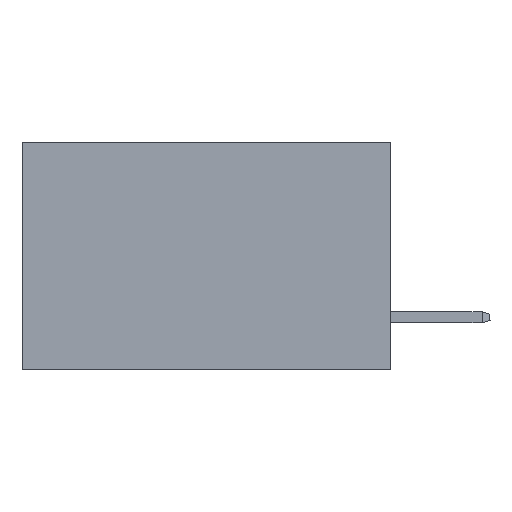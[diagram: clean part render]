
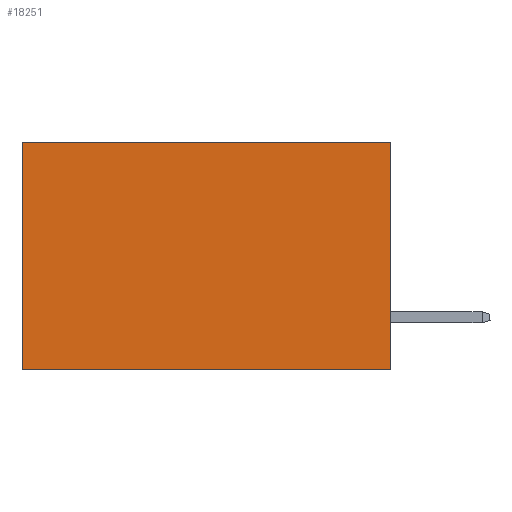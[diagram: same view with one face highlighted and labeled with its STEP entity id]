
A CAD part, left-side view. The second image highlights one B-rep face of the part: STEP entity #18251.
In plain terms, the highlighted planar face has unit normal (-1, 0, 0).
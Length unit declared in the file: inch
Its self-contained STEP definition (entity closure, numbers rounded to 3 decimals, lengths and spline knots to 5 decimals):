
#787 = DIRECTION ( 'NONE',  ( 0., 0., -1. ) ) ;
#1995 = EDGE_CURVE ( 'NONE', #5316, #20599, #13282, .T. ) ;
#2185 = PLANE ( 'NONE',  #10492 ) ;
#2823 = LINE ( 'NONE', #20171, #17786 ) ;
#3448 = ORIENTED_EDGE ( 'NONE', *, *, #7495, .F. ) ;
#3553 = LINE ( 'NONE', #17449, #7379 ) ;
#3906 = DIRECTION ( 'NONE',  ( 0., 1., 0. ) ) ;
#3991 = CARTESIAN_POINT ( 'NONE',  ( 0.2875, 0.6, 0. ) ) ;
#4085 = VECTOR ( 'NONE', #7262, 39.37008 ) ;
#4550 = ORIENTED_EDGE ( 'NONE', *, *, #1995, .T. ) ;
#4799 = CARTESIAN_POINT ( 'NONE',  ( 0.2875, 0., 0. ) ) ;
#5316 = VERTEX_POINT ( 'NONE', #4799 ) ;
#5694 = CARTESIAN_POINT ( 'NONE',  ( 0.2875, 0., 0. ) ) ;
#7127 = CARTESIAN_POINT ( 'NONE',  ( 0.2875, 0., 0. ) ) ;
#7262 = DIRECTION ( 'NONE',  ( 0., 0., -1. ) ) ;
#7379 = VECTOR ( 'NONE', #12594, 39.37008 ) ;
#7495 = EDGE_CURVE ( 'NONE', #5316, #20101, #3553, .T. ) ;
#8289 = CARTESIAN_POINT ( 'NONE',  ( 0.2875, 0.6, -0.37 ) ) ;
#8695 = ORIENTED_EDGE ( 'NONE', *, *, #13283, .T. ) ;
#10492 = AXIS2_PLACEMENT_3D ( 'NONE', #7127, #13456, #787 ) ;
#12093 = CARTESIAN_POINT ( 'NONE',  ( 0.2875, 0.6, 0. ) ) ;
#12274 = VECTOR ( 'NONE', #3906, 39.37008 ) ;
#12508 = EDGE_CURVE ( 'NONE', #20101, #17844, #2823, .T. ) ;
#12520 = CARTESIAN_POINT ( 'NONE',  ( 0.2875, 0., -0.37 ) ) ;
#12594 = DIRECTION ( 'NONE',  ( 0., 0., -1. ) ) ;
#13175 = LINE ( 'NONE', #3991, #4085 ) ;
#13282 = LINE ( 'NONE', #5694, #12274 ) ;
#13283 = EDGE_CURVE ( 'NONE', #20599, #17844, #13175, .T. ) ;
#13456 = DIRECTION ( 'NONE',  ( 1., 0., 0. ) ) ;
#13539 = EDGE_LOOP ( 'NONE', ( #8695, #18460, #3448, #4550 ) ) ;
#14229 = DIRECTION ( 'NONE',  ( 0., 1., 0. ) ) ;
#17449 = CARTESIAN_POINT ( 'NONE',  ( 0.2875, 0., 0. ) ) ;
#17786 = VECTOR ( 'NONE', #14229, 39.37008 ) ;
#17844 = VERTEX_POINT ( 'NONE', #8289 ) ;
#18251 = ADVANCED_FACE ( 'NONE', ( #19441 ), #2185, .F. ) ;
#18460 = ORIENTED_EDGE ( 'NONE', *, *, #12508, .F. ) ;
#19441 = FACE_OUTER_BOUND ( 'NONE', #13539, .T. ) ;
#20101 = VERTEX_POINT ( 'NONE', #12520 ) ;
#20171 = CARTESIAN_POINT ( 'NONE',  ( 0.2875, 0., -0.37 ) ) ;
#20599 = VERTEX_POINT ( 'NONE', #12093 ) ;
